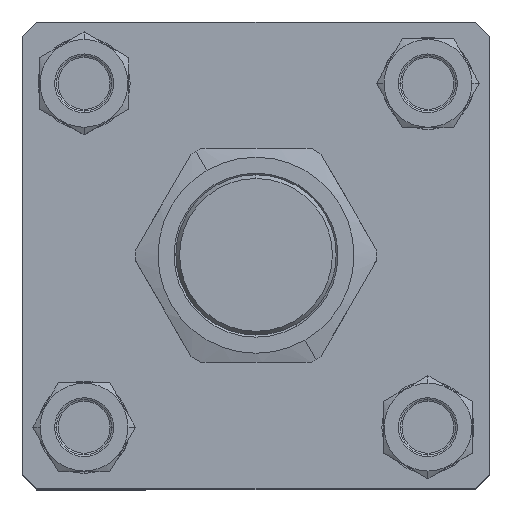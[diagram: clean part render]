
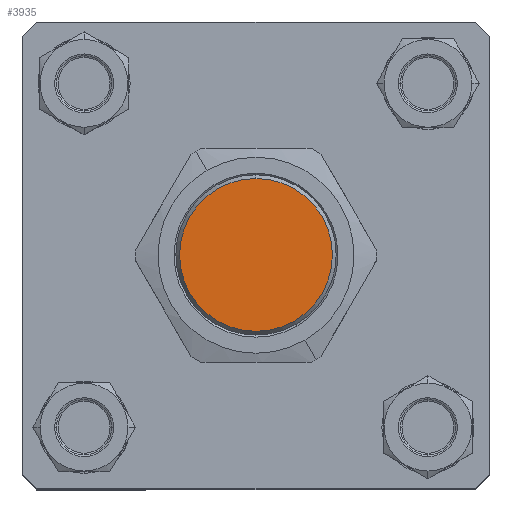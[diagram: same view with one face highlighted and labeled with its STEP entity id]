
A CAD part, top view. The second image highlights one B-rep face of the part: STEP entity #3935.
In plain terms, the highlighted planar face has unit normal (0, 0, 1).
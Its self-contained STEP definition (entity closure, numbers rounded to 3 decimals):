
#267 = VERTEX_POINT ( 'NONE', #1690 ) ;
#270 = VERTEX_POINT ( 'NONE', #1687 ) ;
#868 = FACE_OUTER_BOUND ( 'NONE', #7835, .T. ) ;
#1203 = AXIS2_PLACEMENT_3D ( 'NONE', #5404, #5405, #5406 ) ;
#1687 = CARTESIAN_POINT ( 'NONE',  ( -42.899, 0., 460. ) ) ;
#1690 = CARTESIAN_POINT ( 'NONE',  ( 42.899, 0., 460. ) ) ;
#1775 = AXIS2_PLACEMENT_3D ( 'NONE', #4803, #4807, #4810 ) ;
#1782 = AXIS2_PLACEMENT_3D ( 'NONE', #3719, #3683, #3669 ) ;
#2008 = EDGE_CURVE ( 'NONE', #267, #270, #6987, .T. ) ;
#3064 = CIRCLE ( 'NONE', #1203, 42.899 ) ;
#3669 = DIRECTION ( 'NONE',  ( 1., 0., 0. ) ) ;
#3683 = DIRECTION ( 'NONE',  ( 0., 0., 1. ) ) ;
#3719 = CARTESIAN_POINT ( 'NONE',  ( 0., 0., 460. ) ) ;
#3935 = ADVANCED_FACE ( 'NONE', ( #868 ), #4806, .T. ) ;
#4803 = CARTESIAN_POINT ( 'NONE',  ( 0., 0., 460. ) ) ;
#4806 = PLANE ( 'NONE',  #1775 ) ;
#4807 = DIRECTION ( 'NONE',  ( 0., 0., 1. ) ) ;
#4810 = DIRECTION ( 'NONE',  ( 1., 0., 0. ) ) ;
#5404 = CARTESIAN_POINT ( 'NONE',  ( 0., 0., 460. ) ) ;
#5405 = DIRECTION ( 'NONE',  ( 0., 0., 1. ) ) ;
#5406 = DIRECTION ( 'NONE',  ( 1., 0., 0. ) ) ;
#6858 = EDGE_CURVE ( 'NONE', #270, #267, #3064, .T. ) ;
#6987 = CIRCLE ( 'NONE', #1782, 42.899 ) ;
#7562 = ORIENTED_EDGE ( 'NONE', *, *, #6858, .T. ) ;
#7564 = ORIENTED_EDGE ( 'NONE', *, *, #2008, .T. ) ;
#7835 = EDGE_LOOP ( 'NONE', ( #7562, #7564 ) ) ;
